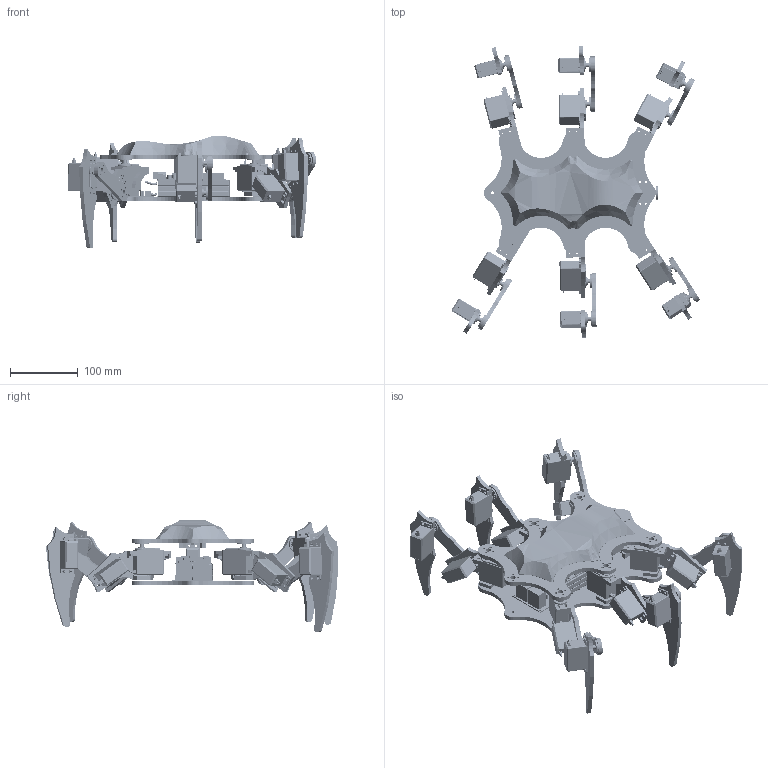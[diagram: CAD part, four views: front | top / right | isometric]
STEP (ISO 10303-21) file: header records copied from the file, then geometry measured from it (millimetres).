
FILE_DESCRIPTION(/* description */ (''),/* implementation_level */ '2;1');
FILE_NAME(/* name */ 'DIY Hexapod Ant Robot vf.step',/* time_stamp */ '2022-09-21T01:04:57+06:00',/* author */ (''),/* organization */ (''),/* preprocessor_version */ 'ST-DEVELOPER v19',/* originating_system */ 'Autodesk Translation Framework v11.7.0.108',/* authorisation */ '');
FILE_SCHEMA (('AUTOMOTIVE_DESIGN { 1 0 10303 214 3 1 1 }'));
Products named in the file (22): DIY Hexapod Ant Robot; top platform_r1; leg_servo_link1_r1; leg_servo_link1_right_r1; leg_servo_link2_r1; leg_servo_link3_r1; Servo MG996R_r1; support 1_r1; support 2_r1; Servo Motor Micro  9g_r1_r1; gripper_1_v2_r1; Head_v4_r1; LI-Po 3s Battery_r1; Buck Converter_r1; Arduino Mega Board_r1; tail_r1; top platform_v3_r1; top platform_cover_r1; gripper_2_v2_r1; din 6912 - m4 x 16 --- 12.5n_DIN 6912 - M4 x 16 --- 12.5N; hexagon nut iso 4032 - m4 - d - n_Hexagon Nut ISO 4032 - M4 - D - N; Ultrasonic sensor HC-SR04_r1
Assembly tree (54 placements, depth 2):
  DIY Hexapod Ant Robot
    leg_servo_link1_r1  x3
    Servo MG996R_r1  x19
    top platform_r1
    leg_servo_link3_r1  x6
    leg_servo_link2_r1  x6
    leg_servo_link1_right_r1  x3
    support 1_r1  x2
    support 2_r1
    Servo Motor Micro  9g_r1_r1
    gripper_1_v2_r1
    Head_v4_r1
    LI-Po 3s Battery_r1
    Buck Converter_r1
    Arduino Mega Board_r1
    tail_r1
    top platform_v3_r1
    top platform_cover_r1
    gripper_2_v2_r1
    din 6912 - m4 x 16 --- 12.5n_DIN 6912 - M4 x 16 --- 12.5N
    hexagon nut iso 4032 - m4 - d - n_Hexagon Nut ISO 4032 - M4 - D - N
    Ultrasonic sensor HC-SR04_r1
Bounding box: 365.22 x 429.81 x 166.13 mm (x, y, z)
Volume: 1399218.1 mm3; surface area: 515809.6 mm2
Topology: 102 solids, 106 shells, 5164 faces, 12381 edges, 7751 vertices
Faces by surface type: plane 3155, cylinder 1567, bspline 308, cone 78, torus 55, sphere 1
Full cylindrical faces by diameter (mm): 1.5 x285, 2.032 x1, 2.5 x19, 2.631 x1, 3 x4, 3.048 x1, 3.093 x1, 3.124 x5, 3.3 x24, 3.303 x1, 3.4 x46, 3.5 x112, 4.4 x13, 5 x19, 6 x19, 6.35 x1, 6.604 x2, 8 x21, 10.7 x19, 13 x19, 21 x19
Entity records: 75256 total; most frequent: CARTESIAN_POINT 15523, DIRECTION 11606, ORIENTED_EDGE 11424, EDGE_CURVE 5712, LINE 4436, VECTOR 4436, AXIS2_PLACEMENT_3D 3585, VERTEX_POINT 3549
